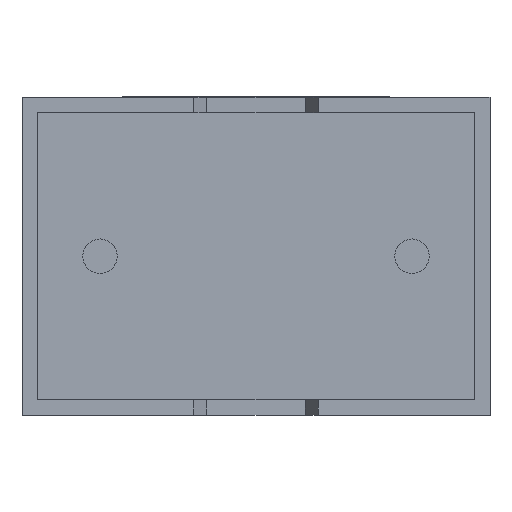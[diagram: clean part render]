
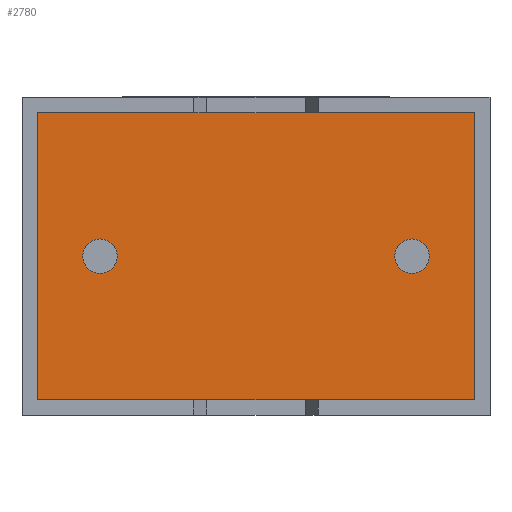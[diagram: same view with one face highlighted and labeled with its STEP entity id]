
A CAD part, front view. The second image highlights one B-rep face of the part: STEP entity #2780.
In plain terms, the highlighted planar face has unit normal (0, -1, 0).
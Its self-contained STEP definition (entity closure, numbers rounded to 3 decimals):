
#20 = VECTOR ( 'NONE', #932, 1000. ) ;
#102 = EDGE_CURVE ( 'NONE', #644, #989, #197, .T. ) ;
#162 = EDGE_CURVE ( 'NONE', #1551, #1091, #1536, .T. ) ;
#172 = AXIS2_PLACEMENT_3D ( 'NONE', #1969, #2229, #1476 ) ;
#178 = ORIENTED_EDGE ( 'NONE', *, *, #1359, .F. ) ;
#197 = LINE ( 'NONE', #1169, #1575 ) ;
#206 = DIRECTION ( 'NONE',  ( 1., 0., 0. ) ) ;
#212 = FACE_BOUND ( 'NONE', #449, .T. ) ;
#289 = CARTESIAN_POINT ( 'NONE',  ( 1.25, 0.75, 2.825 ) ) ;
#301 = DIRECTION ( 'NONE',  ( 0., 0., -1. ) ) ;
#343 = AXIS2_PLACEMENT_3D ( 'NONE', #1841, #3004, #301 ) ;
#449 = EDGE_LOOP ( 'NONE', ( #1809, #178 ) ) ;
#487 = AXIS2_PLACEMENT_3D ( 'NONE', #1933, #2889, #2134 ) ;
#496 = CIRCLE ( 'NONE', #343, 0.275 ) ;
#534 = VERTEX_POINT ( 'NONE', #2960 ) ;
#563 = VERTEX_POINT ( 'NONE', #2545 ) ;
#570 = LINE ( 'NONE', #1671, #20 ) ;
#625 = LINE ( 'NONE', #679, #697 ) ;
#631 = AXIS2_PLACEMENT_3D ( 'NONE', #2636, #1904, #1917 ) ;
#644 = VERTEX_POINT ( 'NONE', #1119 ) ;
#679 = CARTESIAN_POINT ( 'NONE',  ( 0.25, 0.75, 0.25 ) ) ;
#697 = VECTOR ( 'NONE', #206, 1000. ) ;
#765 = FACE_OUTER_BOUND ( 'NONE', #1019, .T. ) ;
#791 = EDGE_CURVE ( 'NONE', #2800, #563, #1055, .T. ) ;
#823 = EDGE_CURVE ( 'NONE', #1115, #534, #2569, .T. ) ;
#898 = AXIS2_PLACEMENT_3D ( 'NONE', #2178, #1457, #1726 ) ;
#928 = ORIENTED_EDGE ( 'NONE', *, *, #823, .T. ) ;
#932 = DIRECTION ( 'NONE',  ( -1., 0., 0. ) ) ;
#989 = VERTEX_POINT ( 'NONE', #1992 ) ;
#1019 = EDGE_LOOP ( 'NONE', ( #1944, #1938, #928, #1146 ) ) ;
#1055 = CIRCLE ( 'NONE', #631, 0.275 ) ;
#1091 = VERTEX_POINT ( 'NONE', #2510 ) ;
#1115 = VERTEX_POINT ( 'NONE', #1789 ) ;
#1119 = CARTESIAN_POINT ( 'NONE',  ( 0.25, 0.75, 4.85 ) ) ;
#1146 = ORIENTED_EDGE ( 'NONE', *, *, #2452, .T. ) ;
#1169 = CARTESIAN_POINT ( 'NONE',  ( 0.25, 0.75, 4.85 ) ) ;
#1359 = EDGE_CURVE ( 'NONE', #1091, #1551, #496, .T. ) ;
#1457 = DIRECTION ( 'NONE',  ( 0., -1., 0. ) ) ;
#1476 = DIRECTION ( 'NONE',  ( 0., 0., -1. ) ) ;
#1536 = CIRCLE ( 'NONE', #487, 0.275 ) ;
#1551 = VERTEX_POINT ( 'NONE', #2277 ) ;
#1575 = VECTOR ( 'NONE', #2352, 1000. ) ;
#1616 = EDGE_CURVE ( 'NONE', #989, #1115, #625, .T. ) ;
#1671 = CARTESIAN_POINT ( 'NONE',  ( 7.25, 0.75, 4.85 ) ) ;
#1675 = PLANE ( 'NONE',  #172 ) ;
#1726 = DIRECTION ( 'NONE',  ( 0., 0., -1. ) ) ;
#1789 = CARTESIAN_POINT ( 'NONE',  ( 7.25, 0.75, 0.25 ) ) ;
#1809 = ORIENTED_EDGE ( 'NONE', *, *, #162, .F. ) ;
#1833 = ORIENTED_EDGE ( 'NONE', *, *, #2557, .F. ) ;
#1841 = CARTESIAN_POINT ( 'NONE',  ( 6.25, 0.75, 2.55 ) ) ;
#1904 = DIRECTION ( 'NONE',  ( 0., -1., 0. ) ) ;
#1917 = DIRECTION ( 'NONE',  ( 0., 0., -1. ) ) ;
#1933 = CARTESIAN_POINT ( 'NONE',  ( 6.25, 0.75, 2.55 ) ) ;
#1938 = ORIENTED_EDGE ( 'NONE', *, *, #1616, .T. ) ;
#1944 = ORIENTED_EDGE ( 'NONE', *, *, #102, .T. ) ;
#1969 = CARTESIAN_POINT ( 'NONE',  ( 0., 0.75, 0. ) ) ;
#1992 = CARTESIAN_POINT ( 'NONE',  ( 0.25, 0.75, 0.25 ) ) ;
#2024 = EDGE_LOOP ( 'NONE', ( #2361, #1833 ) ) ;
#2111 = DIRECTION ( 'NONE',  ( 0., 0., 1. ) ) ;
#2134 = DIRECTION ( 'NONE',  ( 0., 0., -1. ) ) ;
#2178 = CARTESIAN_POINT ( 'NONE',  ( 1.25, 0.75, 2.55 ) ) ;
#2229 = DIRECTION ( 'NONE',  ( 0., -1., 0. ) ) ;
#2277 = CARTESIAN_POINT ( 'NONE',  ( 6.25, 0.75, 2.825 ) ) ;
#2336 = VECTOR ( 'NONE', #2111, 1000. ) ;
#2352 = DIRECTION ( 'NONE',  ( 0., 0., -1. ) ) ;
#2361 = ORIENTED_EDGE ( 'NONE', *, *, #791, .F. ) ;
#2401 = CIRCLE ( 'NONE', #898, 0.275 ) ;
#2452 = EDGE_CURVE ( 'NONE', #534, #644, #570, .T. ) ;
#2510 = CARTESIAN_POINT ( 'NONE',  ( 6.25, 0.75, 2.275 ) ) ;
#2545 = CARTESIAN_POINT ( 'NONE',  ( 1.25, 0.75, 2.275 ) ) ;
#2557 = EDGE_CURVE ( 'NONE', #563, #2800, #2401, .T. ) ;
#2569 = LINE ( 'NONE', #2626, #2336 ) ;
#2626 = CARTESIAN_POINT ( 'NONE',  ( 7.25, 0.75, 0.25 ) ) ;
#2636 = CARTESIAN_POINT ( 'NONE',  ( 1.25, 0.75, 2.55 ) ) ;
#2780 = ADVANCED_FACE ( 'NONE', ( #212, #765, #2987 ), #1675, .T. ) ;
#2800 = VERTEX_POINT ( 'NONE', #289 ) ;
#2889 = DIRECTION ( 'NONE',  ( 0., -1., 0. ) ) ;
#2960 = CARTESIAN_POINT ( 'NONE',  ( 7.25, 0.75, 4.85 ) ) ;
#2987 = FACE_BOUND ( 'NONE', #2024, .T. ) ;
#3004 = DIRECTION ( 'NONE',  ( 0., -1., 0. ) ) ;
